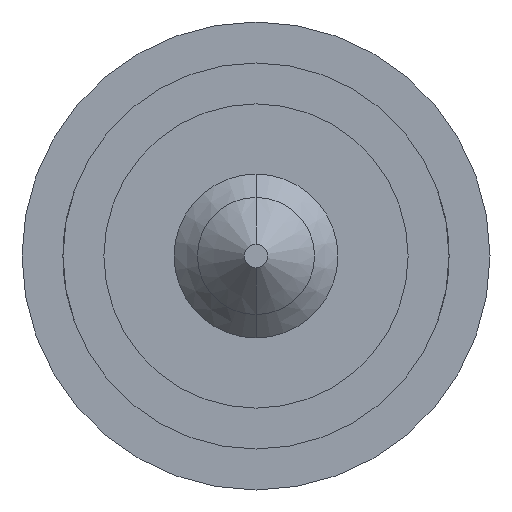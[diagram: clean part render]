
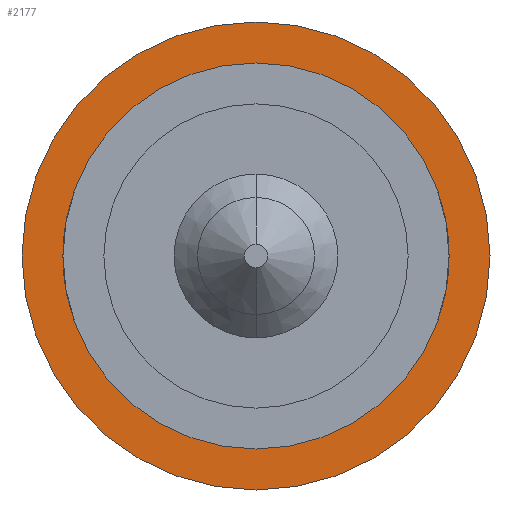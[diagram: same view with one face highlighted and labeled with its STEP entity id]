
A CAD part, front view. The second image highlights one B-rep face of the part: STEP entity #2177.
In plain terms, the highlighted planar face has unit normal (0, -1, 0).
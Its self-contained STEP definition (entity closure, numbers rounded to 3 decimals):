
#56 = DIRECTION ( 'NONE',  ( 0., 1., 0. ) ) ;
#65 = ORIENTED_EDGE ( 'NONE', *, *, #1768, .F. ) ;
#75 = CIRCLE ( 'NONE', #798, 1. ) ;
#146 = CARTESIAN_POINT ( 'NONE',  ( 0., 28., 0. ) ) ;
#151 = DIRECTION ( 'NONE',  ( 0., 1., 0. ) ) ;
#298 = CARTESIAN_POINT ( 'NONE',  ( 0., 28., 0. ) ) ;
#321 = VERTEX_POINT ( 'NONE', #2851 ) ;
#409 = CARTESIAN_POINT ( 'NONE',  ( 0.825, 28., 0. ) ) ;
#543 = DIRECTION ( 'NONE',  ( 0., 1., 0. ) ) ;
#671 = DIRECTION ( 'NONE',  ( 0., 0., 1. ) ) ;
#689 = DIRECTION ( 'NONE',  ( 0., 0., 1. ) ) ;
#798 = AXIS2_PLACEMENT_3D ( 'NONE', #146, #1253, #671 ) ;
#819 = EDGE_CURVE ( 'Defeature ausgef�hrt5_7+Defeature ausgef�hrt5_6+Defeature ausgef�hrt5_6+Defeature ausgef�hrt5_6', #321, #1870, #75, .T. ) ;
#1084 = EDGE_CURVE ( 'Defeature ausgef�hrt5_6+Defeature ausgef�hrt5_0+Defeature ausgef�hrt5_0+Defeature ausgef�hrt5_0', #1364, #3036, #1194, .T. ) ;
#1111 = EDGE_LOOP ( 'NONE', ( #2314, #2032 ) ) ;
#1183 = CARTESIAN_POINT ( 'NONE',  ( 0., 28., -0.825 ) ) ;
#1194 = CIRCLE ( 'NONE', #1963, 0.825 ) ;
#1253 = DIRECTION ( 'NONE',  ( 0., 1., 0. ) ) ;
#1364 = VERTEX_POINT ( 'NONE', #1183 ) ;
#1416 = CIRCLE ( 'NONE', #2348, 1. ) ;
#1550 = AXIS2_PLACEMENT_3D ( 'NONE', #409, #151, #689 ) ;
#1756 = FACE_BOUND ( 'NONE', #1111, .T. ) ;
#1768 = EDGE_CURVE ( 'Defeature ausgef�hrt5_7+Defeature ausgef�hrt5_6+Defeature ausgef�hrt5_6+Defeature ausgef�hrt5_6', #1870, #321, #1416, .T. ) ;
#1870 = VERTEX_POINT ( 'NONE', #3621 ) ;
#1906 = EDGE_LOOP ( 'NONE', ( #3433, #65 ) ) ;
#1963 = AXIS2_PLACEMENT_3D ( 'NONE', #1966, #543, #3013 ) ;
#1966 = CARTESIAN_POINT ( 'NONE',  ( 0., 28., 0. ) ) ;
#2032 = ORIENTED_EDGE ( 'NONE', *, *, #3252, .T. ) ;
#2177 = ADVANCED_FACE ( 'Defeature ausgef�hrt5_6', ( #3499, #1756 ), #3489, .F. ) ;
#2314 = ORIENTED_EDGE ( 'NONE', *, *, #1084, .T. ) ;
#2348 = AXIS2_PLACEMENT_3D ( 'NONE', #3533, #2448, #3221 ) ;
#2448 = DIRECTION ( 'NONE',  ( 0., 1., 0. ) ) ;
#2597 = AXIS2_PLACEMENT_3D ( 'NONE', #298, #56, #3406 ) ;
#2851 = CARTESIAN_POINT ( 'NONE',  ( 0., 28., 1. ) ) ;
#3013 = DIRECTION ( 'NONE',  ( 0., 0., 1. ) ) ;
#3036 = VERTEX_POINT ( 'NONE', #3613 ) ;
#3200 = CIRCLE ( 'NONE', #2597, 0.825 ) ;
#3221 = DIRECTION ( 'NONE',  ( 0., 0., 1. ) ) ;
#3252 = EDGE_CURVE ( 'Defeature ausgef�hrt5_6+Defeature ausgef�hrt5_0+Defeature ausgef�hrt5_0+Defeature ausgef�hrt5_0', #3036, #1364, #3200, .T. ) ;
#3406 = DIRECTION ( 'NONE',  ( 0., 0., 1. ) ) ;
#3433 = ORIENTED_EDGE ( 'NONE', *, *, #819, .F. ) ;
#3489 = PLANE ( 'NONE',  #1550 ) ;
#3499 = FACE_OUTER_BOUND ( 'NONE', #1906, .T. ) ;
#3533 = CARTESIAN_POINT ( 'NONE',  ( 0., 28., 0. ) ) ;
#3613 = CARTESIAN_POINT ( 'NONE',  ( 0., 28., 0.825 ) ) ;
#3621 = CARTESIAN_POINT ( 'NONE',  ( 0., 28., -1. ) ) ;
